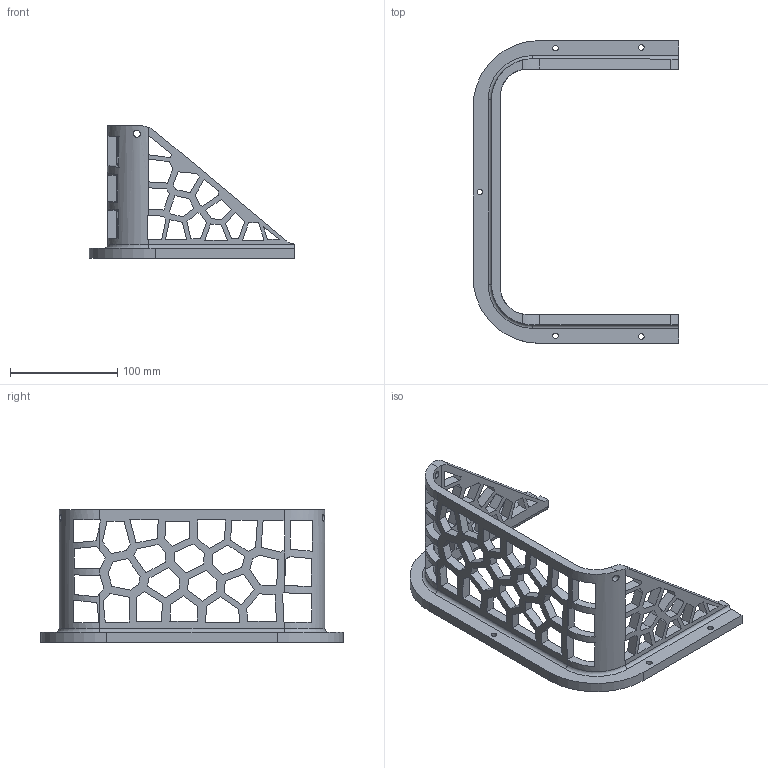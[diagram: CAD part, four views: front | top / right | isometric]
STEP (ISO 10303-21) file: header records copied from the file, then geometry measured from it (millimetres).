
FILE_DESCRIPTION(/* description */ (''),/* implementation_level */ '2;1');
FILE_NAME(/* name */ 'Fixture.step',/* time_stamp */ '2024-08-17T12:35:11-04:00',/* author */ (''),/* organization */ (''),/* preprocessor_version */ 'ST-DEVELOPER v20',/* originating_system */ 'Autodesk Translation Framework v13.14.0.145',/* authorisation */ '');
FILE_SCHEMA (('AUTOMOTIVE_DESIGN { 1 0 10303 214 3 1 1 }'));
Length unit declared in the file: inch
Products named in the file (1): Fixture
Bounding box: 191.77 x 281.94 x 123.83 mm (x, y, z)
Volume: 349410.5 mm3; surface area: 127805.4 mm2
Topology: 1 solids, 1 shells, 321 faces, 1000 edges, 664 vertices
Faces by surface type: plane 294, cylinder 23, torus 4
Full cylindrical faces by diameter (mm): 5.159 x5, 6.604 x2
Entity records: 11388 total; most frequent: CARTESIAN_POINT 2138, ORIENTED_EDGE 2000, DIRECTION 1732, EDGE_CURVE 1000, LINE 896, VECTOR 896, VERTEX_POINT 664, EDGE_LOOP 426
